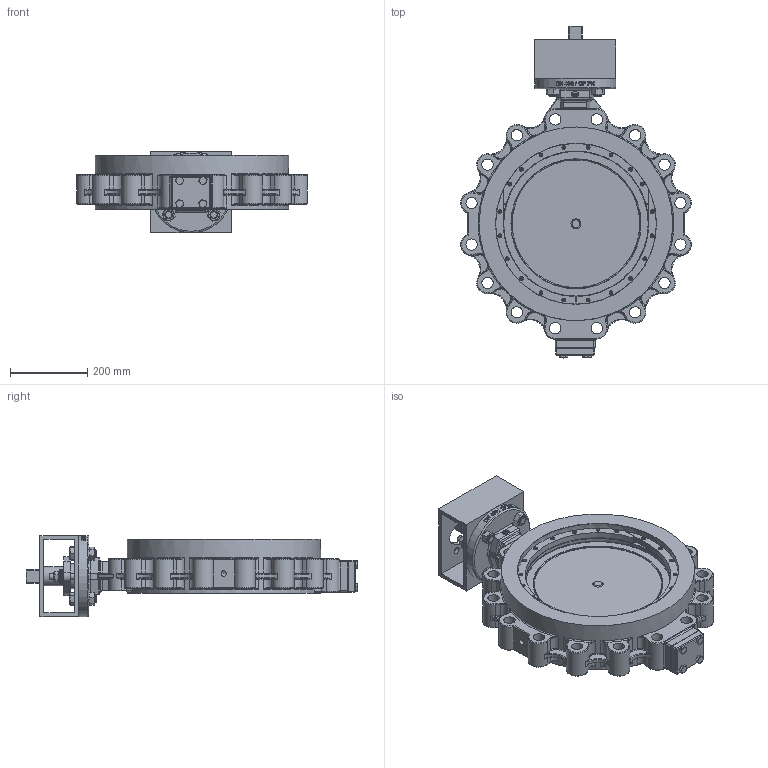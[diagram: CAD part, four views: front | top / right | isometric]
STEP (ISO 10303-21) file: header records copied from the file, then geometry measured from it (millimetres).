
FILE_DESCRIPTION(/* description */ (''),/* implementation_level */ '2;1');
FILE_NAME(/* name */ 'HP114-SEG-K3 DN400 PN25.stp',/* time_stamp */ '2018-11-26T13:29:41+01:00',/* author */ ('hellwig'),/* organization */ (''),/* preprocessor_version */ 'ST-DEVELOPER v16.5',/* originating_system */ 'Autodesk Inventor 2017',/* authorisation */ '');
FILE_SCHEMA (('CONFIG_CONTROL_DESIGN'));
Products named in the file (1): M55358
Bounding box: 595.41 x 857.5 x 211 mm (x, y, z)
Volume: 26219.8 mm3; surface area: 2055905 mm2
Topology: 30 solids, 33 shells, 2182 faces, 5322 edges, 3201 vertices
Faces by surface type: plane 761, cylinder 562, torus 313, bspline 303, cone 237, sphere 6
Full cylindrical faces by diameter (mm): 2 x1, 10 x40, 10.106 x4, 11.053 x4, 12 x4, 13.5 x4, 13.835 x4, 14 x3, 14.2 x3, 16 x4, 17.2 x4, 17.5 x6, 18.3 x12, 18.647 x4, 20 x8, 22 x4, 27.7 x4, 29.211 x16, 35.5 x12, 50 x2, 50.05 x6, 50.2 x4, 50.3 x1, 53 x1, 53.2 x1, 53.3 x6, 54.5 x1, 55.5 x1, 56 x1, 62.8 x1
Entity records: 86339 total; most frequent: CARTESIAN_POINT 37164, DIRECTION 9621, ORIENTED_EDGE 9380, EDGE_CURVE 4676, AXIS2_PLACEMENT_3D 3935, VERTEX_POINT 3060, EDGE_LOOP 2841, STYLED_ITEM 2183
